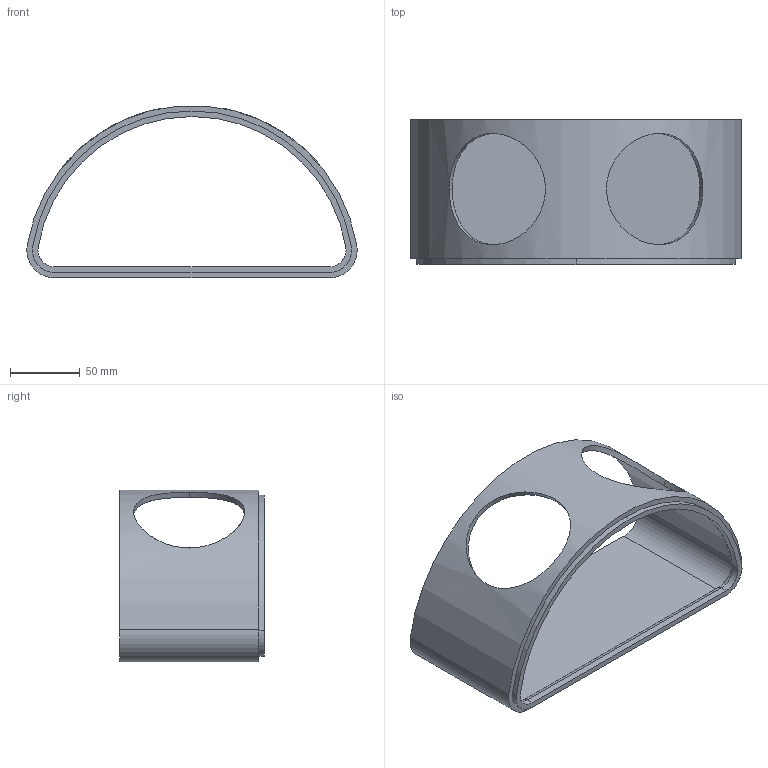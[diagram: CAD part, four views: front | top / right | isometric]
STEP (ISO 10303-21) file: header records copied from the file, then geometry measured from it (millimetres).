
FILE_DESCRIPTION (( 'STEP AP214' ), '1' );
FILE_NAME ('plant holder2.STEP', '2019-09-09T14:31:02', ( '' ), ( '' ), 'SwSTEP 2.0', 'SolidWorks 2016', '' );
FILE_SCHEMA (( 'AUTOMOTIVE_DESIGN' ));
Length unit declared in the file: millimetre
Products named in the file (1): plant holder2
Bounding box: 237.42 x 104 x 123.59 mm (x, y, z)
Volume: 214702.3 mm3; surface area: 112920.4 mm2
Topology: 1 solids, 1 shells, 30 faces, 72 edges, 45 vertices
Faces by surface type: cylinder 19, plane 7, torus 4
Entity records: 1420 total; most frequent: CARTESIAN_POINT 660, DIRECTION 160, ORIENTED_EDGE 144, EDGE_CURVE 72, AXIS2_PLACEMENT_3D 65, VERTEX_POINT 45, EDGE_LOOP 37, CIRCLE 34
